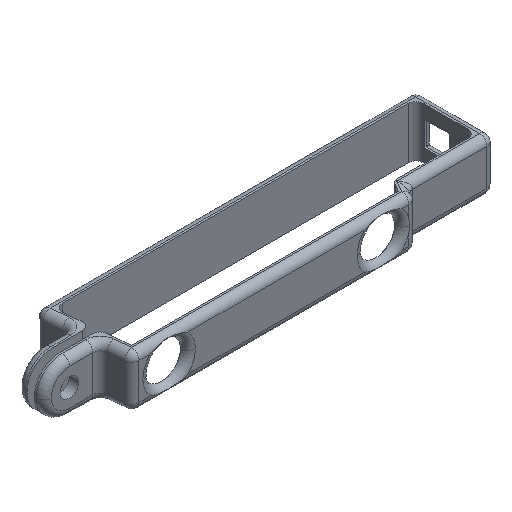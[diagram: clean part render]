
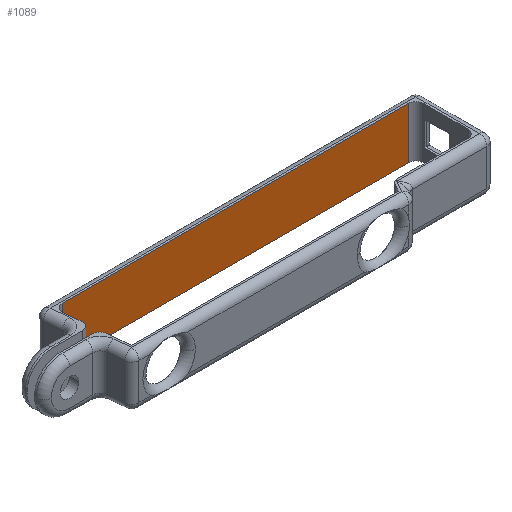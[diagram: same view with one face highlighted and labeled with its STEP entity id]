
A CAD part, isometric view. The second image highlights one B-rep face of the part: STEP entity #1089.
In plain terms, the highlighted planar face has unit normal (0, -1, 0).
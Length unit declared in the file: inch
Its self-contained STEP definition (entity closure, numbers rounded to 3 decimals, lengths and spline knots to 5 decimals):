
#23 = CARTESIAN_POINT ( 'NONE',  ( 4.65691, 1.06469, 0.6875 ) ) ;
#30 = DIRECTION ( 'NONE',  ( 1., 0., 0. ) ) ;
#208 = DIRECTION ( 'NONE',  ( 0., 0., 1. ) ) ;
#282 = CARTESIAN_POINT ( 'NONE',  ( 0.02614, 1.06469, 0.6875 ) ) ;
#403 = DIRECTION ( 'NONE',  ( 0., 0., -1. ) ) ;
#575 = VERTEX_POINT ( 'NONE', #23 ) ;
#673 = DIRECTION ( 'NONE',  ( 0., 1., 0. ) ) ;
#728 = LINE ( 'NONE', #2107, #968 ) ;
#923 = ORIENTED_EDGE ( 'NONE', *, *, #2063, .T. ) ;
#932 = EDGE_CURVE ( 'NONE', #1253, #2143, #728, .T. ) ;
#968 = VECTOR ( 'NONE', #403, 39.37008 ) ;
#1064 = ORIENTED_EDGE ( 'NONE', *, *, #1945, .T. ) ;
#1089 = ADVANCED_FACE ( 'NONE', ( #2257 ), #1429, .F. ) ;
#1231 = VECTOR ( 'NONE', #208, 39.37008 ) ;
#1242 = EDGE_CURVE ( 'NONE', #1253, #575, #2920, .T. ) ;
#1253 = VERTEX_POINT ( 'NONE', #282 ) ;
#1408 = ORIENTED_EDGE ( 'NONE', *, *, #932, .T. ) ;
#1429 = PLANE ( 'NONE',  #3149 ) ;
#1486 = EDGE_LOOP ( 'NONE', ( #1964, #1408, #923, #1064 ) ) ;
#1497 = LINE ( 'NONE', #2194, #1231 ) ;
#1564 = CARTESIAN_POINT ( 'NONE',  ( 0.02614, 1.06469, 0. ) ) ;
#1618 = VECTOR ( 'NONE', #30, 39.37008 ) ;
#1620 = VERTEX_POINT ( 'NONE', #1699 ) ;
#1699 = CARTESIAN_POINT ( 'NONE',  ( 4.65691, 1.06469, 0. ) ) ;
#1720 = VECTOR ( 'NONE', #2013, 39.37008 ) ;
#1945 = EDGE_CURVE ( 'NONE', #1620, #575, #1497, .T. ) ;
#1956 = CARTESIAN_POINT ( 'NONE',  ( -0.08309, 1.06469, 0.6875 ) ) ;
#1964 = ORIENTED_EDGE ( 'NONE', *, *, #1242, .F. ) ;
#2013 = DIRECTION ( 'NONE',  ( 1., 0., 0. ) ) ;
#2063 = EDGE_CURVE ( 'NONE', #2143, #1620, #2873, .T. ) ;
#2107 = CARTESIAN_POINT ( 'NONE',  ( 0.02614, 1.06469, 0. ) ) ;
#2143 = VERTEX_POINT ( 'NONE', #1564 ) ;
#2194 = CARTESIAN_POINT ( 'NONE',  ( 4.65691, 1.06469, 0.6875 ) ) ;
#2257 = FACE_OUTER_BOUND ( 'NONE', #1486, .T. ) ;
#2679 = CARTESIAN_POINT ( 'NONE',  ( -0.08309, 1.06469, 0. ) ) ;
#2873 = LINE ( 'NONE', #2679, #1720 ) ;
#2920 = LINE ( 'NONE', #1956, #1618 ) ;
#3070 = CARTESIAN_POINT ( 'NONE',  ( -0.08309, 1.06469, 0.6875 ) ) ;
#3149 = AXIS2_PLACEMENT_3D ( 'NONE', #3070, #673, #3156 ) ;
#3156 = DIRECTION ( 'NONE',  ( 0., 0., 1. ) ) ;
